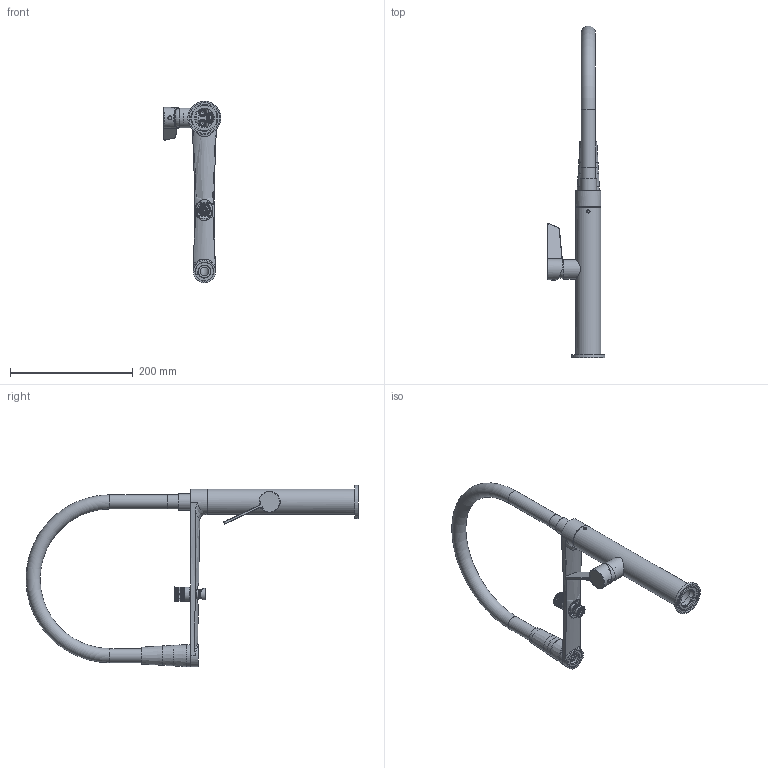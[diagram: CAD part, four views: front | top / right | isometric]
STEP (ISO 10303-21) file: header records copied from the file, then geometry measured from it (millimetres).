
FILE_DESCRIPTION (( 'STEP AP203' ), '1' );
FILE_NAME ('38E306084.STEP', '2024-09-27T08:31:18', ( '' ), ( '' ), 'SwSTEP 2.0', 'SolidWorks 2021', '' );
FILE_SCHEMA (( 'CONFIG_CONTROL_DESIGN' ));
Length unit declared in the file: millimetre
Products named in the file (1): 38E306084
Bounding box: 94.3 x 539.89 x 294.98 mm (x, y, z)
Volume: 364086.7 mm3; surface area: 252445.1 mm2
Topology: 17 solids, 17 shells, 816 faces, 2026 edges, 1291 vertices
Faces by surface type: plane 359, cylinder 253, bspline 125, cone 58, torus 18, sphere 3
Full cylindrical faces by diameter (mm): 3 x1, 3.3 x1, 3.5 x2, 4 x1, 4.1 x1, 4.2 x1, 4.5 x1, 5 x1, 5.5 x3, 6 x3, 7 x3, 8.1 x1, 9 x4, 10.5 x1, 11.8 x1, 12.5 x2, 13 x1, 13.5 x1, 14 x4, 15 x2, 15.8 x1, 16 x2, 16.5 x1, 17.5 x1, 19 x1, 19.2 x1, 19.5 x2, 19.8 x1, 20 x2, 20.5 x1
Entity records: 36770 total; most frequent: CARTESIAN_POINT 19148, ORIENTED_EDGE 3604, DIRECTION 3347, EDGE_CURVE 1802, VERTEX_POINT 1235, AXIS2_PLACEMENT_3D 1233, EDGE_LOOP 1077, FACE_OUTER_BOUND 921
